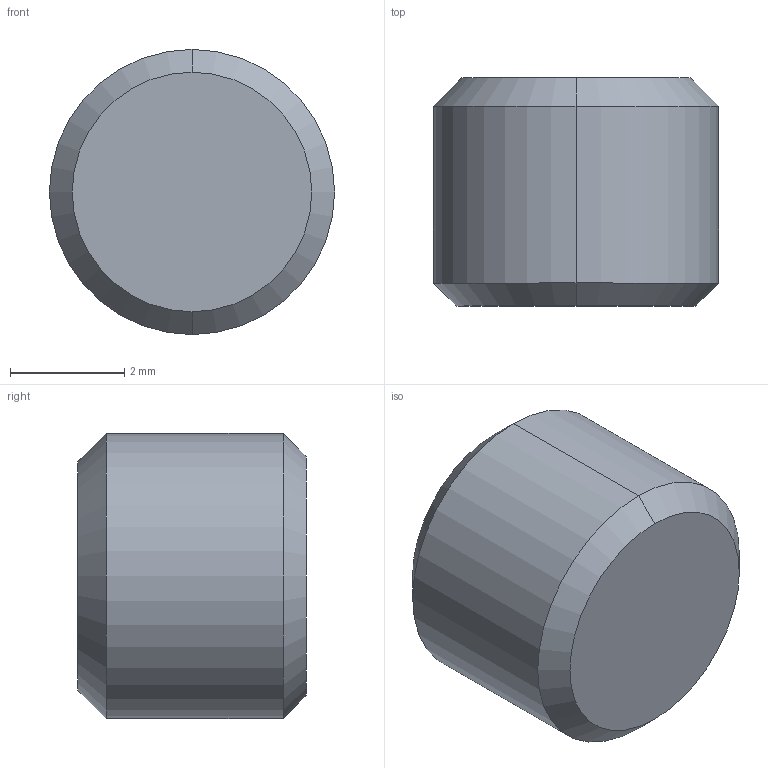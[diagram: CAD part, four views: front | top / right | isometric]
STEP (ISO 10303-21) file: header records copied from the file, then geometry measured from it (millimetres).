
FILE_DESCRIPTION (( 'STEP AP203' ), '1' );
FILE_NAME ('A.GST007.step', '2023-09-25T06:13:49', ( '' ), ( '' ), 'SwSTEP 2.0', 'SolidWorks 2022', '' );
FILE_SCHEMA (( 'CONFIG_CONTROL_DESIGN' ));
Length unit declared in the file: millimetre
Products named in the file (1): A.GST007
Bounding box: 5 x 4 x 5 mm (x, y, z)
Volume: 62.3 mm3; surface area: 111.4 mm2
Topology: 1 solids, 1 shells, 25 faces, 54 edges, 31 vertices
Faces by surface type: cylinder 10, plane 9, cone 6
Entity records: 727 total; most frequent: CARTESIAN_POINT 127, DIRECTION 110, ORIENTED_EDGE 104, EDGE_CURVE 52, AXIS2_PLACEMENT_3D 38, VECTOR 34, LINE 34, VERTEX_POINT 31
